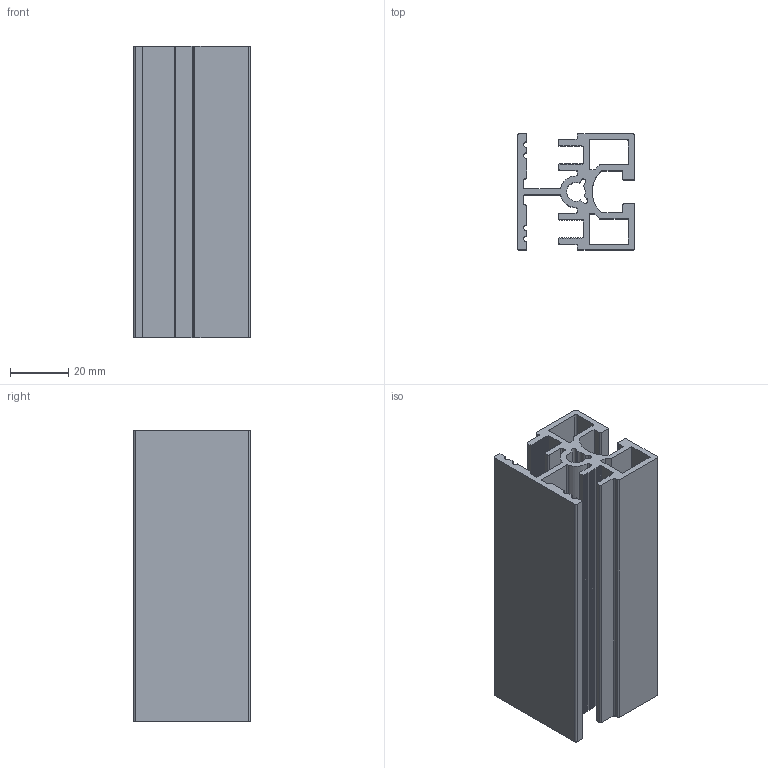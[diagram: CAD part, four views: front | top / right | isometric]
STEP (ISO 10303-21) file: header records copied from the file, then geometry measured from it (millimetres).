
FILE_DESCRIPTION((''),'2;1');
FILE_NAME('AF4040B-8.stp','2014-09-18T09:02:57',('user'),(''),'Autodesk Inventor 2012','Autodesk Inventor 2012','');
FILE_SCHEMA(('AUTOMOTIVE_DESIGN { 1 0 10303 214 1 1 1 1 }'));
Length unit declared in the file: millimetre
Products named in the file (1): 零件33
Bounding box: 40 x 40 x 100 mm (x, y, z)
Volume: 53658 mm3; surface area: 47562.4 mm2
Topology: 1 solids, 1 shells, 241 faces, 717 edges, 478 vertices
Faces by surface type: plane 201, cylinder 40
Entity records: 8029 total; most frequent: CARTESIAN_POINT 1437, ORIENTED_EDGE 1434, DIRECTION 1281, EDGE_CURVE 717, VECTOR 637, LINE 637, VERTEX_POINT 478, AXIS2_PLACEMENT_3D 322
